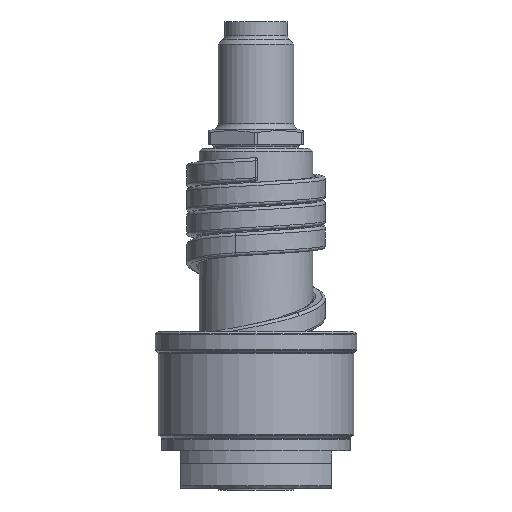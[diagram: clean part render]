
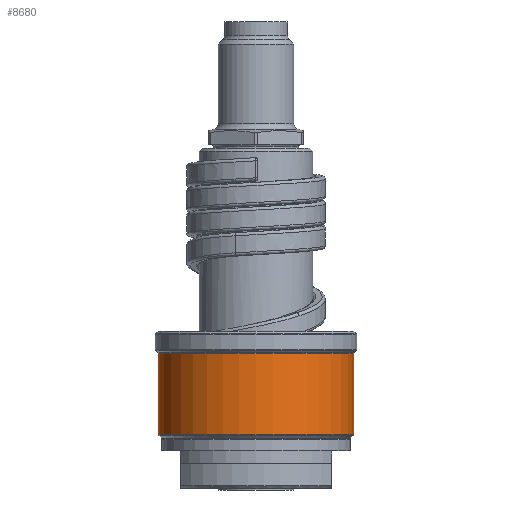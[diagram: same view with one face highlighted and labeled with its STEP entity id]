
A CAD part, front view. The second image highlights one B-rep face of the part: STEP entity #8680.
In plain terms, the highlighted cylindrical face has radius 15.5 mm (diameter 31 mm), a partial arc.
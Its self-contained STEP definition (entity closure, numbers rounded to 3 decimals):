
#2082=CARTESIAN_POINT('',(0.,0.,8.583));
#2083=DIRECTION('',(0.,0.,1.));
#2084=DIRECTION('',(-1.,0.,0.));
#2085=AXIS2_PLACEMENT_3D('',#2082,#2083,#2084);
#2087=DIRECTION('',(0.,0.,-1.));
#2088=VECTOR('',#2087,12.835);
#2089=CARTESIAN_POINT('',(-15.5,0.,21.417));
#2090=LINE('',#2089,#2088);
#2091=CARTESIAN_POINT('',(0.,0.,21.417));
#2092=DIRECTION('',(0.,0.,1.));
#2093=DIRECTION('',(-1.,0.,0.));
#2094=AXIS2_PLACEMENT_3D('',#2091,#2092,#2093);
#2096=DIRECTION('',(0.,0.,-1.));
#2097=VECTOR('',#2096,12.835);
#2098=CARTESIAN_POINT('',(15.5,0.,21.417));
#2099=LINE('',#2098,#2097);
#5705=CARTESIAN_POINT('',(15.5,0.,21.417));
#5706=CARTESIAN_POINT('',(-15.5,0.,21.417));
#5707=VERTEX_POINT('',#5705);
#5708=VERTEX_POINT('',#5706);
#5731=CARTESIAN_POINT('',(15.5,0.,8.583));
#5732=VERTEX_POINT('',#5731);
#5733=CARTESIAN_POINT('',(-15.5,0.,8.583));
#5734=VERTEX_POINT('',#5733);
#8668=CARTESIAN_POINT('',(0.,0.,7.15));
#8669=DIRECTION('',(0.,0.,1.));
#8670=DIRECTION('',(-1.,0.,0.));
#8671=AXIS2_PLACEMENT_3D('',#8668,#8669,#8670);
#8672=CYLINDRICAL_SURFACE('',#8671,15.5);
#8673=ORIENTED_EDGE('',*,*,#8640,.F.);
#8674=ORIENTED_EDGE('',*,*,#8658,.F.);
#8676=ORIENTED_EDGE('',*,*,#8675,.T.);
#8677=ORIENTED_EDGE('',*,*,#8654,.T.);
#8678=EDGE_LOOP('',(#8673,#8674,#8676,#8677));
#8679=FACE_OUTER_BOUND('',#8678,.F.);
#2086=CIRCLE('',#2085,15.5);
#2095=CIRCLE('',#2094,15.5);
#8640=EDGE_CURVE('',#5734,#5732,#2086,.T.);
#8654=EDGE_CURVE('',#5707,#5732,#2099,.T.);
#8658=EDGE_CURVE('',#5708,#5734,#2090,.T.);
#8675=EDGE_CURVE('',#5708,#5707,#2095,.T.);
#8680=ADVANCED_FACE('',(#8679),#8672,.T.);
